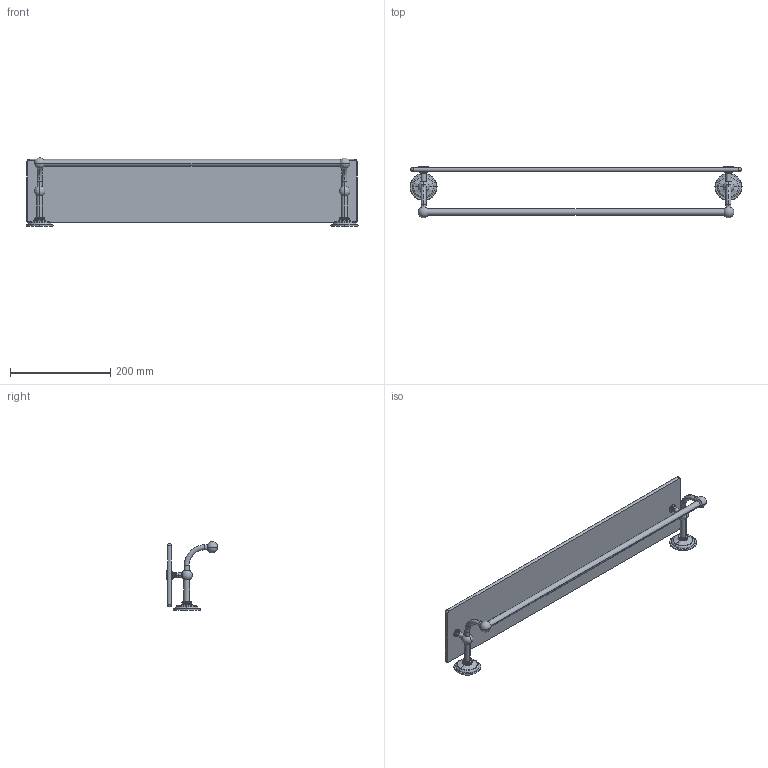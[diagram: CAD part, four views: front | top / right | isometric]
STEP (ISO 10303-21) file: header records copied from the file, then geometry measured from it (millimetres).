
FILE_DESCRIPTION((''),'2;1');
FILE_NAME('2619T-24','2021-12-17T15:39:00',('jinson.thomas'),(''),'CREO PARAMETRIC BY PTC INC, 2018400','CREO PARAMETRIC BY PTC INC, 2018400','');
FILE_SCHEMA(('CONFIG_CONTROL_DESIGN'));
Length unit declared in the file: inch
Products named in the file (1): 2619T-24
Bounding box: 663.6 x 102.59 x 136.8 mm (x, y, z)
Volume: 629102.8 mm3; surface area: 250336.7 mm2
Topology: 2 solids, 2 shells, 1176 faces, 2722 edges, 1562 vertices
Faces by surface type: plane 638, cylinder 228, bspline 194, cone 84, torus 20, sphere 12
Entity records: 47638 total; most frequent: CARTESIAN_POINT 23434, ORIENTED_EDGE 5420, DIRECTION 4518, EDGE_CURVE 2710, AXIS2_PLACEMENT_3D 1876, VERTEX_POINT 1562, EDGE_LOOP 1202, FACE_OUTER_BOUND 1176
